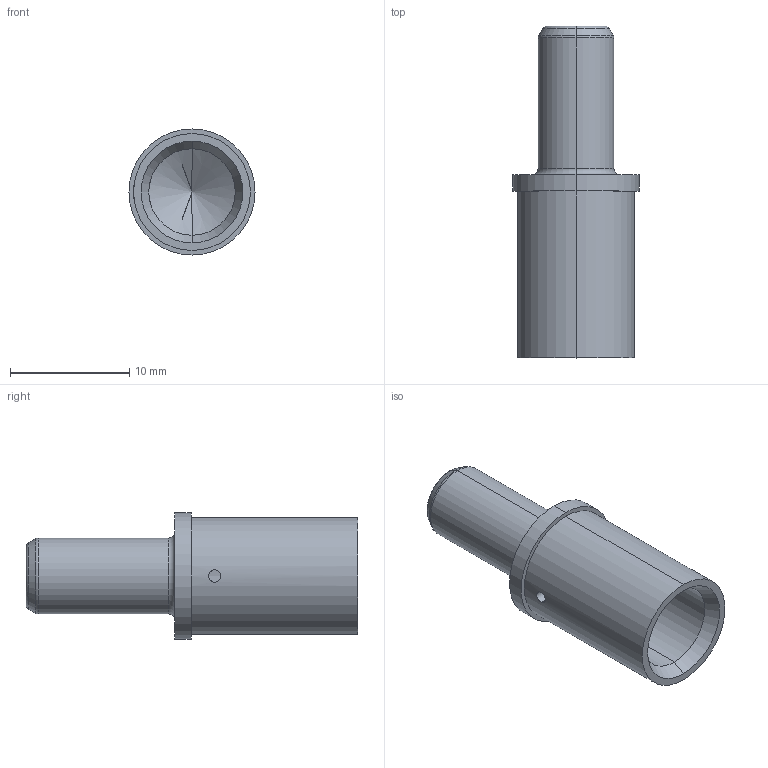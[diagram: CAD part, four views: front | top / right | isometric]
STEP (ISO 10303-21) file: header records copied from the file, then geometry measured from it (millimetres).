
FILE_DESCRIPTION (( 'STEP AP203' ), '1' );
FILE_NAME ('9104-06454-02104-RM_COPY.STEP', '2019-07-24T21:16:58', ( '' ), ( '' ), 'SwSTEP 2.0', 'SolidWorks 2018', '' );
FILE_SCHEMA (( 'CONFIG_CONTROL_DESIGN' ));
Length unit declared in the file: millimetre
Products named in the file (1): 9104-06454-02104-RM_COPY
Bounding box: 10.56 x 27.79 x 10.56 mm (x, y, z)
Volume: 998 mm3; surface area: 1173.6 mm2
Topology: 1 solids, 1 shells, 26 faces, 54 edges, 31 vertices
Faces by surface type: cylinder 10, cone 6, torus 6, plane 4
Entity records: 789 total; most frequent: CARTESIAN_POINT 146, DIRECTION 134, ORIENTED_EDGE 104, AXIS2_PLACEMENT_3D 59, EDGE_CURVE 52, CIRCLE 32, VERTEX_POINT 31, EDGE_LOOP 31
